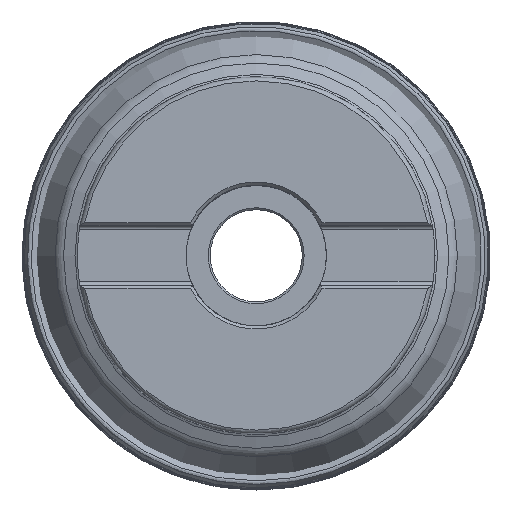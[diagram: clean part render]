
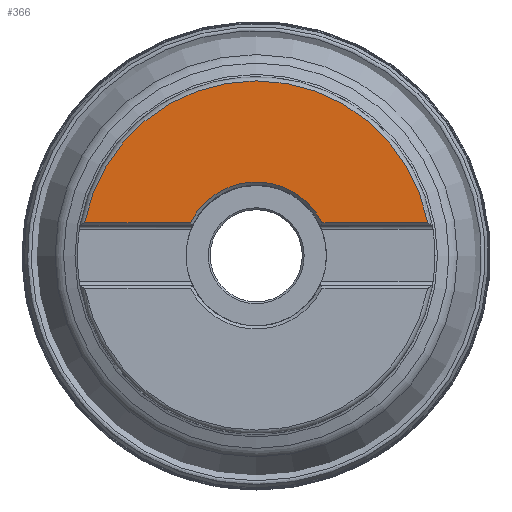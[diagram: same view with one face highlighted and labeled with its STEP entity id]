
A CAD part, top view. The second image highlights one B-rep face of the part: STEP entity #366.
In plain terms, the highlighted planar face has unit normal (0, 0, 1).
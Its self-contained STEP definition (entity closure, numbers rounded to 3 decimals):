
#169=PLANE('',#1221);
#202=LINE('',#2060,#229);
#203=LINE('',#2064,#230);
#229=VECTOR('',#1362,1.);
#230=VECTOR('',#1365,1.);
#366=ADVANCED_FACE('',(#460),#169,.T.);
#460=FACE_OUTER_BOUND('',#484,.T.);
#484=EDGE_LOOP('',(#642,#643,#644,#645));
#642=ORIENTED_EDGE('',*,*,#962,.F.);
#643=ORIENTED_EDGE('',*,*,#980,.T.);
#644=ORIENTED_EDGE('',*,*,#981,.T.);
#645=ORIENTED_EDGE('',*,*,#982,.T.);
#863=VERTEX_POINT('',#1949);
#864=VERTEX_POINT('',#1951);
#878=VERTEX_POINT('',#2061);
#879=VERTEX_POINT('',#2063);
#962=EDGE_CURVE('',#863,#864,#1077,.T.);
#980=EDGE_CURVE('',#863,#878,#202,.T.);
#981=EDGE_CURVE('',#878,#879,#1083,.T.);
#982=EDGE_CURVE('',#879,#864,#203,.T.);
#1077=CIRCLE('',#1211,47.372);
#1083=CIRCLE('',#1220,19.955);
#1211=AXIS2_PLACEMENT_3D('',#1950,#1338,#1339);
#1220=AXIS2_PLACEMENT_3D('',#2062,#1363,#1364);
#1221=AXIS2_PLACEMENT_3D('',#2065,#1366,#1367);
#1338=DIRECTION('',(0.,0.,-1.));
#1339=DIRECTION('',(0.,-1.,0.));
#1362=DIRECTION('',(1.,0.,0.));
#1363=DIRECTION('',(0.,0.,-1.));
#1364=DIRECTION('',(0.,-1.,0.));
#1365=DIRECTION('',(1.,0.,0.));
#1366=DIRECTION('',(0.,0.,1.));
#1367=DIRECTION('',(0.,-1.,0.));
#1949=CARTESIAN_POINT('',(-46.521,8.94,60.325));
#1950=CARTESIAN_POINT('',(0.,0.,60.325));
#1951=CARTESIAN_POINT('',(46.521,8.94,60.325));
#2060=CARTESIAN_POINT('',(0.,8.94,60.325));
#2061=CARTESIAN_POINT('',(-17.84,8.94,60.325));
#2062=CARTESIAN_POINT('',(0.,0.,60.325));
#2063=CARTESIAN_POINT('',(17.84,8.94,60.325));
#2064=CARTESIAN_POINT('',(0.,8.94,60.325));
#2065=CARTESIAN_POINT('',(0.,0.,60.325));
